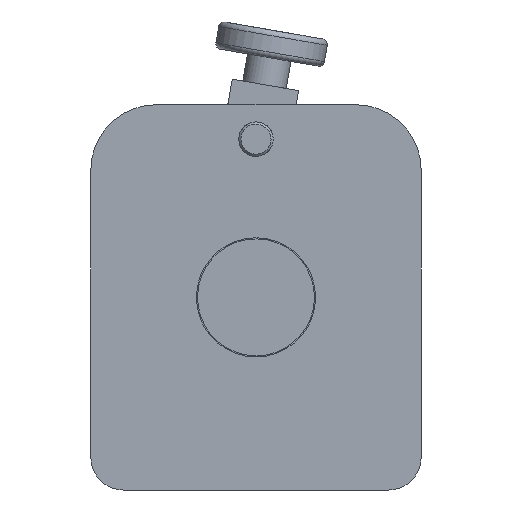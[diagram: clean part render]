
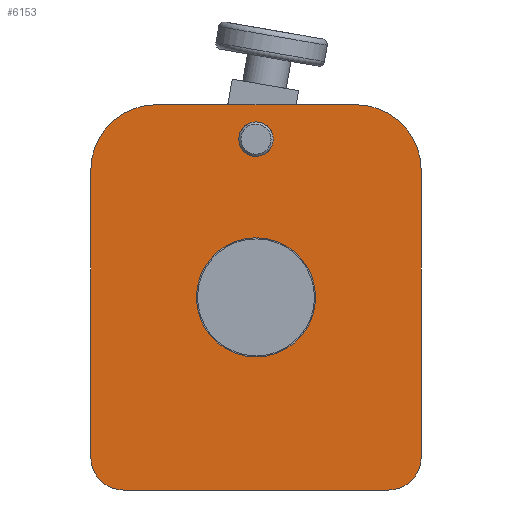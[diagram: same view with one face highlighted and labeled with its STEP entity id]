
A CAD part, front view. The second image highlights one B-rep face of the part: STEP entity #6153.
In plain terms, the highlighted planar face has unit normal (0, -1, 0).
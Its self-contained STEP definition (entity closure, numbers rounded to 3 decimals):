
#512=FACE_BOUND('',#2213,.T.);
#513=FACE_BOUND('',#2214,.T.);
#800=PLANE('',#6664);
#1002=LINE('',#9638,#1318);
#1006=LINE('',#9647,#1322);
#1010=LINE('',#9670,#1326);
#1012=LINE('',#9676,#1328);
#1318=VECTOR('',#7564,132.8);
#1322=VECTOR('',#7574,122.4);
#1326=VECTOR('',#7602,132.8);
#1328=VECTOR('',#7610,92.4);
#1785=FACE_OUTER_BOUND('',#2212,.T.);
#2212=EDGE_LOOP('',(#4683,#4684,#4685,#4686,#4687,#4688,#4689,#4690));
#2213=EDGE_LOOP('',(#4691));
#2214=EDGE_LOOP('',(#4692));
#2915=CIRCLE('',#6647,15.);
#2916=CIRCLE('',#6650,15.);
#2919=CIRCLE('',#6655,27.5);
#2920=CIRCLE('',#6657,7.938);
#2921=CIRCLE('',#6659,30.);
#2922=CIRCLE('',#6662,30.);
#3285=VERTEX_POINT('',#9635);
#3286=VERTEX_POINT('',#9637);
#3287=VERTEX_POINT('',#9641);
#3288=VERTEX_POINT('',#9645);
#3289=VERTEX_POINT('',#9649);
#3292=VERTEX_POINT('',#9658);
#3293=VERTEX_POINT('',#9661);
#3294=VERTEX_POINT('',#9664);
#3295=VERTEX_POINT('',#9668);
#3296=VERTEX_POINT('',#9672);
#3882=EDGE_CURVE('',#3285,#3286,#1002,.T.);
#3885=EDGE_CURVE('',#3287,#3285,#2915,.T.);
#3887=EDGE_CURVE('',#3288,#3287,#1006,.T.);
#3889=EDGE_CURVE('',#3289,#3288,#2916,.T.);
#3892=EDGE_CURVE('',#3292,#3292,#2919,.T.);
#3893=EDGE_CURVE('',#3293,#3293,#2920,.T.);
#3894=EDGE_CURVE('',#3286,#3294,#2921,.T.);
#3897=EDGE_CURVE('',#3295,#3289,#1010,.T.);
#3899=EDGE_CURVE('',#3296,#3295,#2922,.T.);
#3900=EDGE_CURVE('',#3294,#3296,#1012,.T.);
#4683=ORIENTED_EDGE('',*,*,#3900,.F.);
#4684=ORIENTED_EDGE('',*,*,#3894,.F.);
#4685=ORIENTED_EDGE('',*,*,#3882,.F.);
#4686=ORIENTED_EDGE('',*,*,#3885,.F.);
#4687=ORIENTED_EDGE('',*,*,#3887,.F.);
#4688=ORIENTED_EDGE('',*,*,#3889,.F.);
#4689=ORIENTED_EDGE('',*,*,#3897,.F.);
#4690=ORIENTED_EDGE('',*,*,#3899,.F.);
#4691=ORIENTED_EDGE('',*,*,#3892,.T.);
#4692=ORIENTED_EDGE('',*,*,#3893,.T.);
#6153=ADVANCED_FACE('',(#1785,#512,#513),#800,.T.);
#6647=AXIS2_PLACEMENT_3D('',#9643,#7569,#7570);
#6650=AXIS2_PLACEMENT_3D('',#9651,#7578,#7579);
#6655=AXIS2_PLACEMENT_3D('',#9659,#7588,#7589);
#6657=AXIS2_PLACEMENT_3D('',#9662,#7592,#7593);
#6659=AXIS2_PLACEMENT_3D('',#9665,#7596,#7597);
#6662=AXIS2_PLACEMENT_3D('',#9674,#7606,#7607);
#6664=AXIS2_PLACEMENT_3D('',#9677,#7611,#7612);
#7564=DIRECTION('',(0.,0.,1.));
#7569=DIRECTION('center_axis',(0.,1.,0.));
#7570=DIRECTION('ref_axis',(0.,0.,-1.));
#7574=DIRECTION('',(-1.,0.,0.));
#7578=DIRECTION('center_axis',(0.,1.,0.));
#7579=DIRECTION('ref_axis',(1.,0.,0.));
#7588=DIRECTION('center_axis',(0.,1.,0.));
#7589=DIRECTION('ref_axis',(1.,0.,0.));
#7592=DIRECTION('center_axis',(0.,1.,0.));
#7593=DIRECTION('ref_axis',(1.,0.,0.));
#7596=DIRECTION('center_axis',(0.,1.,0.));
#7597=DIRECTION('ref_axis',(-1.,0.,0.));
#7602=DIRECTION('',(0.,0.,-1.));
#7606=DIRECTION('center_axis',(0.,1.,0.));
#7607=DIRECTION('ref_axis',(0.,0.,1.));
#7610=DIRECTION('',(1.,0.,0.));
#7611=DIRECTION('center_axis',(0.,-1.,0.));
#7612=DIRECTION('ref_axis',(0.,0.,-1.));
#9635=CARTESIAN_POINT('',(-76.2,0.,-73.9));
#9637=CARTESIAN_POINT('',(-76.2,0.,58.9));
#9638=CARTESIAN_POINT('',(-76.2,0.,-73.9));
#9641=CARTESIAN_POINT('',(-61.2,0.,-88.9));
#9643=CARTESIAN_POINT('Origin',(-61.2,0.,-73.9));
#9645=CARTESIAN_POINT('',(61.2,0.,-88.9));
#9647=CARTESIAN_POINT('',(61.2,0.,-88.9));
#9649=CARTESIAN_POINT('',(76.2,0.,-73.9));
#9651=CARTESIAN_POINT('Origin',(61.2,0.,-73.9));
#9658=CARTESIAN_POINT('',(-27.5,0.,0.));
#9659=CARTESIAN_POINT('Origin',(0.,0.,0.));
#9661=CARTESIAN_POINT('',(-7.937,0.,73.025));
#9662=CARTESIAN_POINT('Origin',(0.,0.,73.025));
#9664=CARTESIAN_POINT('',(-46.2,0.,88.9));
#9665=CARTESIAN_POINT('Origin',(-46.2,0.,58.9));
#9668=CARTESIAN_POINT('',(76.2,0.,58.9));
#9670=CARTESIAN_POINT('',(76.2,0.,58.9));
#9672=CARTESIAN_POINT('',(46.2,0.,88.9));
#9674=CARTESIAN_POINT('Origin',(46.2,0.,58.9));
#9676=CARTESIAN_POINT('',(-46.2,0.,88.9));
#9677=CARTESIAN_POINT('Origin',(0.,0.,-3.572));
